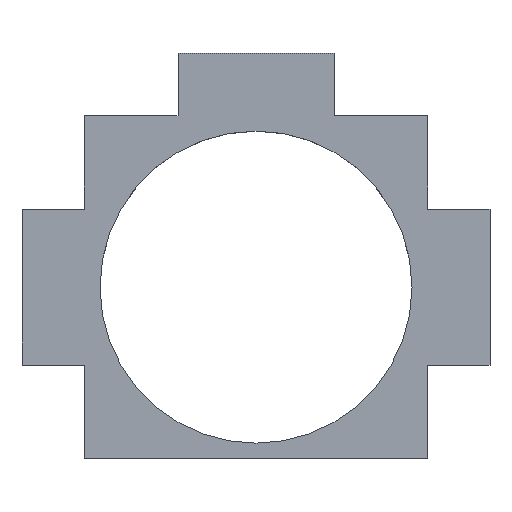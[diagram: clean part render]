
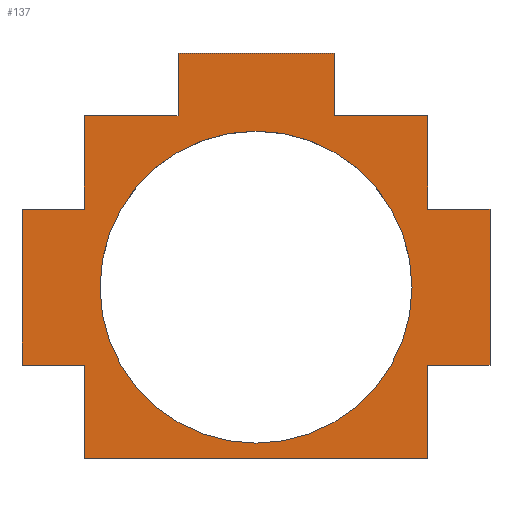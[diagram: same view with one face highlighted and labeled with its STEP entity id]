
A CAD part, top view. The second image highlights one B-rep face of the part: STEP entity #137.
In plain terms, the highlighted planar face has unit normal (0, 0, 1).
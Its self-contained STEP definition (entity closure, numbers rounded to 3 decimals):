
#116=FACE_BOUND('',#191,.T.);
#117=FACE_BOUND('',#192,.T.);
#137=ADVANCED_FACE('',(#116,#117),#155,.T.);
#155=PLANE('',#665);
#191=EDGE_LOOP('',(#261,#262,#263,#264,#265,#266,#267,#268,#269,#270,#271,
#272,#273,#274,#275,#276));
#192=EDGE_LOOP('',(#277));
#261=ORIENTED_EDGE('',*,*,#331,.F.);
#262=ORIENTED_EDGE('',*,*,#376,.F.);
#263=ORIENTED_EDGE('',*,*,#373,.F.);
#264=ORIENTED_EDGE('',*,*,#370,.F.);
#265=ORIENTED_EDGE('',*,*,#367,.F.);
#266=ORIENTED_EDGE('',*,*,#364,.F.);
#267=ORIENTED_EDGE('',*,*,#361,.F.);
#268=ORIENTED_EDGE('',*,*,#358,.F.);
#269=ORIENTED_EDGE('',*,*,#355,.F.);
#270=ORIENTED_EDGE('',*,*,#352,.F.);
#271=ORIENTED_EDGE('',*,*,#349,.F.);
#272=ORIENTED_EDGE('',*,*,#346,.F.);
#273=ORIENTED_EDGE('',*,*,#343,.F.);
#274=ORIENTED_EDGE('',*,*,#340,.F.);
#275=ORIENTED_EDGE('',*,*,#337,.F.);
#276=ORIENTED_EDGE('',*,*,#334,.F.);
#277=ORIENTED_EDGE('',*,*,#377,.F.);
#297=VERTEX_POINT('',#813);
#298=VERTEX_POINT('',#815);
#300=VERTEX_POINT('',#821);
#302=VERTEX_POINT('',#827);
#304=VERTEX_POINT('',#833);
#306=VERTEX_POINT('',#839);
#308=VERTEX_POINT('',#845);
#310=VERTEX_POINT('',#851);
#312=VERTEX_POINT('',#857);
#314=VERTEX_POINT('',#863);
#316=VERTEX_POINT('',#869);
#318=VERTEX_POINT('',#875);
#320=VERTEX_POINT('',#881);
#322=VERTEX_POINT('',#887);
#324=VERTEX_POINT('',#893);
#326=VERTEX_POINT('',#899);
#327=VERTEX_POINT('',#906);
#331=EDGE_CURVE('',#297,#298,#472,.T.);
#334=EDGE_CURVE('',#298,#300,#475,.T.);
#337=EDGE_CURVE('',#300,#302,#478,.T.);
#340=EDGE_CURVE('',#302,#304,#481,.T.);
#343=EDGE_CURVE('',#304,#306,#484,.T.);
#346=EDGE_CURVE('',#306,#308,#487,.T.);
#349=EDGE_CURVE('',#308,#310,#490,.T.);
#352=EDGE_CURVE('',#310,#312,#493,.T.);
#355=EDGE_CURVE('',#312,#314,#496,.T.);
#358=EDGE_CURVE('',#314,#316,#499,.T.);
#361=EDGE_CURVE('',#316,#318,#502,.T.);
#364=EDGE_CURVE('',#318,#320,#505,.T.);
#367=EDGE_CURVE('',#320,#322,#508,.T.);
#370=EDGE_CURVE('',#322,#324,#511,.T.);
#373=EDGE_CURVE('',#324,#326,#514,.T.);
#376=EDGE_CURVE('',#326,#297,#517,.T.);
#377=EDGE_CURVE('',#327,#327,#380,.T.);
#380=CIRCLE('',#662,10.);
#472=LINE('',#814,#541);
#475=LINE('',#820,#544);
#478=LINE('',#826,#547);
#481=LINE('',#832,#550);
#484=LINE('',#838,#553);
#487=LINE('',#844,#556);
#490=LINE('',#850,#559);
#493=LINE('',#856,#562);
#496=LINE('',#862,#565);
#499=LINE('',#868,#568);
#502=LINE('',#874,#571);
#505=LINE('',#880,#574);
#508=LINE('',#886,#577);
#511=LINE('',#892,#580);
#514=LINE('',#898,#583);
#517=LINE('',#903,#586);
#541=VECTOR('',#696,1.);
#544=VECTOR('',#701,1.);
#547=VECTOR('',#706,1.);
#550=VECTOR('',#711,1.);
#553=VECTOR('',#716,1.);
#556=VECTOR('',#721,1.);
#559=VECTOR('',#726,1.);
#562=VECTOR('',#731,1.);
#565=VECTOR('',#736,1.);
#568=VECTOR('',#741,1.);
#571=VECTOR('',#746,1.);
#574=VECTOR('',#751,1.);
#577=VECTOR('',#756,1.);
#580=VECTOR('',#761,1.);
#583=VECTOR('',#766,1.);
#586=VECTOR('',#771,1.);
#662=AXIS2_PLACEMENT_3D('',#905,#774,#775);
#665=AXIS2_PLACEMENT_3D('',#910,#780,#781);
#696=DIRECTION('',(0.,1.,0.));
#701=DIRECTION('',(1.,0.,0.));
#706=DIRECTION('',(0.,1.,0.));
#711=DIRECTION('',(1.,0.,0.));
#716=DIRECTION('',(0.,1.,0.));
#721=DIRECTION('',(1.,0.,0.));
#726=DIRECTION('',(0.,-1.,0.));
#731=DIRECTION('',(1.,0.,0.));
#736=DIRECTION('',(0.,-1.,0.));
#741=DIRECTION('',(1.,0.,0.));
#746=DIRECTION('',(0.,-1.,0.));
#751=DIRECTION('',(-1.,0.,0.));
#756=DIRECTION('',(0.,-1.,0.));
#761=DIRECTION('',(-1.,0.,0.));
#766=DIRECTION('',(0.,1.,0.));
#771=DIRECTION('',(-1.,0.,0.));
#774=DIRECTION('',(0.,0.,1.));
#775=DIRECTION('',(1.,0.,0.));
#780=DIRECTION('',(0.,0.,1.));
#781=DIRECTION('',(1.,0.,0.));
#813=CARTESIAN_POINT('',(-15.,-5.,4.));
#814=CARTESIAN_POINT('',(-15.,-5.,4.));
#815=CARTESIAN_POINT('',(-15.,5.,4.));
#820=CARTESIAN_POINT('',(-15.,5.,4.));
#821=CARTESIAN_POINT('',(-11.,5.,4.));
#826=CARTESIAN_POINT('',(-11.,5.,4.));
#827=CARTESIAN_POINT('',(-11.,11.,4.));
#832=CARTESIAN_POINT('',(-11.,11.,4.));
#833=CARTESIAN_POINT('',(-5.,11.,4.));
#838=CARTESIAN_POINT('',(-5.,11.,4.));
#839=CARTESIAN_POINT('',(-5.,15.,4.));
#844=CARTESIAN_POINT('',(-5.,15.,4.));
#845=CARTESIAN_POINT('',(5.,15.,4.));
#850=CARTESIAN_POINT('',(5.,15.,4.));
#851=CARTESIAN_POINT('',(5.,11.,4.));
#856=CARTESIAN_POINT('',(5.,11.,4.));
#857=CARTESIAN_POINT('',(11.,11.,4.));
#862=CARTESIAN_POINT('',(11.,11.,4.));
#863=CARTESIAN_POINT('',(11.,5.,4.));
#868=CARTESIAN_POINT('',(11.,5.,4.));
#869=CARTESIAN_POINT('',(15.,5.,4.));
#874=CARTESIAN_POINT('',(15.,5.,4.));
#875=CARTESIAN_POINT('',(15.,-5.,4.));
#880=CARTESIAN_POINT('',(15.,-5.,4.));
#881=CARTESIAN_POINT('',(11.,-5.,4.));
#886=CARTESIAN_POINT('',(11.,-5.,4.));
#887=CARTESIAN_POINT('',(11.,-11.,4.));
#892=CARTESIAN_POINT('',(11.,-11.,4.));
#893=CARTESIAN_POINT('',(-11.,-11.,4.));
#898=CARTESIAN_POINT('',(-11.,-11.,4.));
#899=CARTESIAN_POINT('',(-11.,-5.,4.));
#903=CARTESIAN_POINT('',(-11.,-5.,4.));
#905=CARTESIAN_POINT('',(0.,0.,4.));
#906=CARTESIAN_POINT('',(10.,0.,4.));
#910=CARTESIAN_POINT('',(0.,0.,4.));
